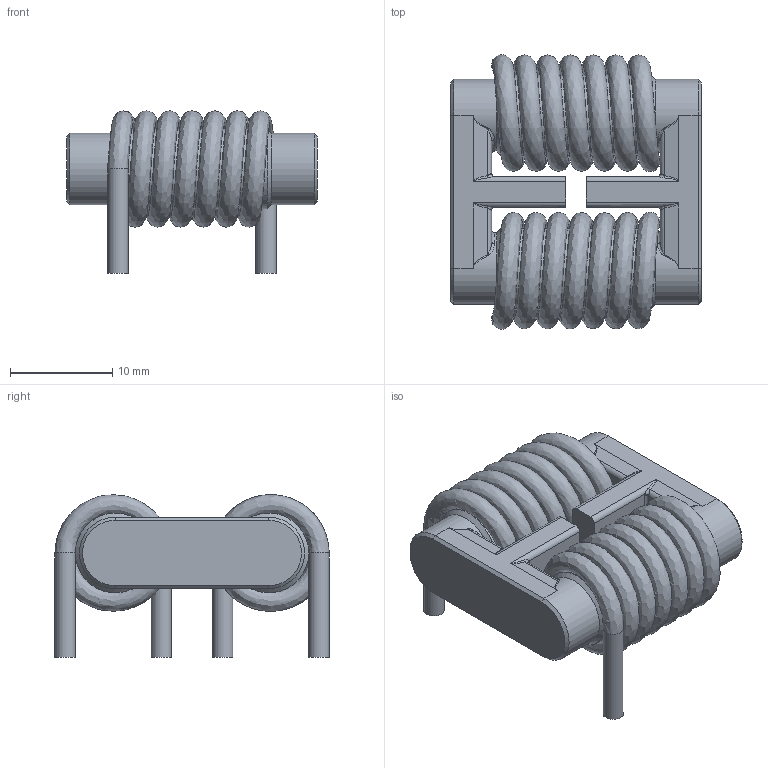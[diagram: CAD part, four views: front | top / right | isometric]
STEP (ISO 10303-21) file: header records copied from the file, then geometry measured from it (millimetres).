
FILE_DESCRIPTION(/* description */ ('Unknown'),/* implementation_level */ '2;1');
FILE_NAME(/* name */ 'L_Wurth_WE-LPCC_7448680200',/* time_stamp */ '2025-09-05T10:33:49+08:00',/* author */ ('Unknown'),/* organization */ ('Unknown'),/* preprocessor_version */ 'ST-DEVELOPER v19.4',/* originating_system */ 'Solid Edge',/* authorisation */ 'Unknown');
FILE_SCHEMA (('AUTOMOTIVE_DESIGN {1 0 10303 214 3 1 1}'));
Length unit declared in the file: millimetre
Products named in the file (2): L_Wurth_WE-LPCC_7448680200
Assembly tree (1 placements, depth 2):
  L_Wurth_WE-LPCC_7448680200
    L_Wurth_WE-LPCC_7448680200
Bounding box: 24.5 x 26.8 x 15.9 mm (x, y, z)
Volume: 4325 mm3; surface area: 6115.7 mm2
Topology: 14 solids, 14 shells, 200 faces, 472 edges, 296 vertices
Faces by surface type: plane 98, bspline 49, cylinder 33, torus 12, cone 8
Full cylindrical faces by diameter (mm): 2 x4, 7 x6, 7.8 x2
Entity records: 9375 total; most frequent: CARTESIAN_POINT 5104, ORIENTED_EDGE 890, DIRECTION 709, EDGE_CURVE 445, VERTEX_POINT 288, AXIS2_PLACEMENT_3D 285, EDGE_LOOP 223, FACE_BOUND 223
